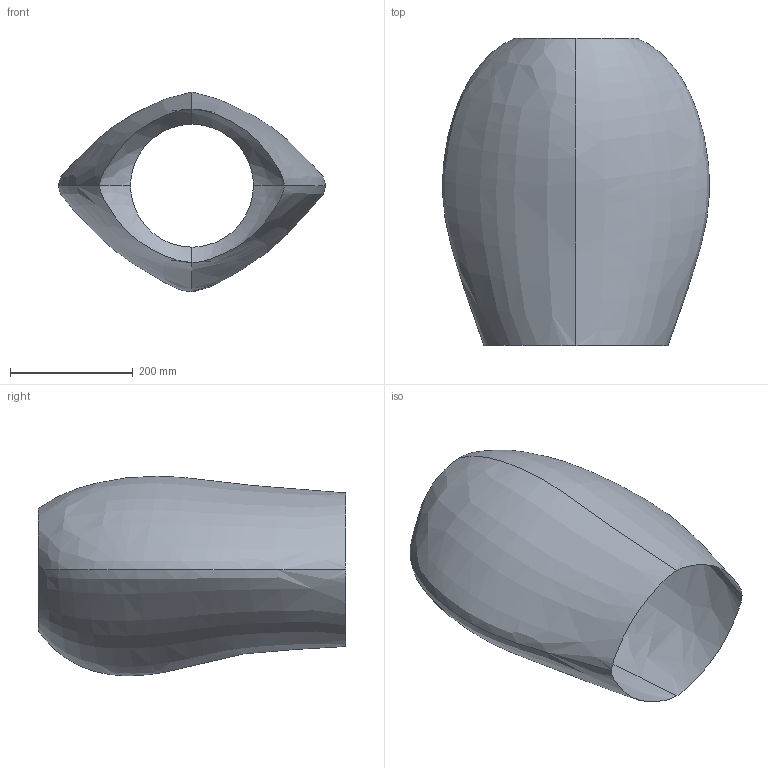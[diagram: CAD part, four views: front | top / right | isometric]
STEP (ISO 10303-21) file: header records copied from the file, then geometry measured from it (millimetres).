
FILE_DESCRIPTION(/* description */ (''),/* implementation_level */ '2;1');
FILE_NAME(/* name */ 'upper leg 2.step',/* time_stamp */ '2024-03-06T23:46:20+05:30',/* author */ (''),/* organization */ (''),/* preprocessor_version */ 'ST-DEVELOPER v20',/* originating_system */ 'Autodesk Translation Framework v12.20.1.177',/* authorisation */ '');
FILE_SCHEMA (('AUTOMOTIVE_DESIGN { 1 0 10303 214 3 1 1 }'));
Length unit declared in the file: millimetre
Products named in the file (1): upper leg 2.f3d 
Bounding box: 435.11 x 500 x 325.17 mm (x, y, z)
Surface area: 513364.7 mm2 (no closed solid volume)
Topology: 0 solids, 4 shells, 4 faces, 16 edges, 16 vertices
Faces by surface type: bspline 4
Entity records: 2136 total; most frequent: CARTESIAN_POINT 2009, B_SPLINE_CURVE_WITH_KNOTS 16, VERTEX_POINT 16, EDGE_CURVE 16, ORIENTED_EDGE 16, STYLED_ITEM 4, FACE_OUTER_BOUND 4, EDGE_LOOP 4
